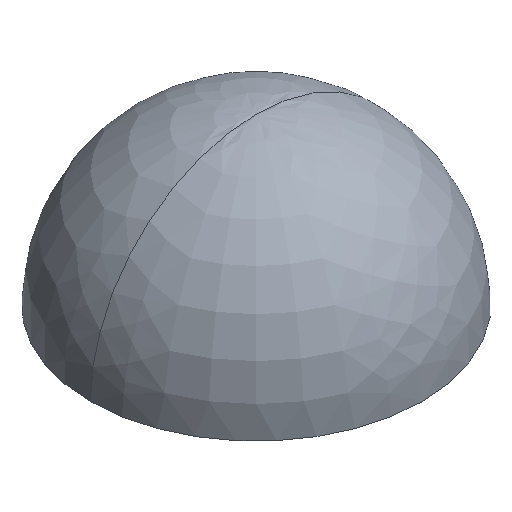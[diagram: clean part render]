
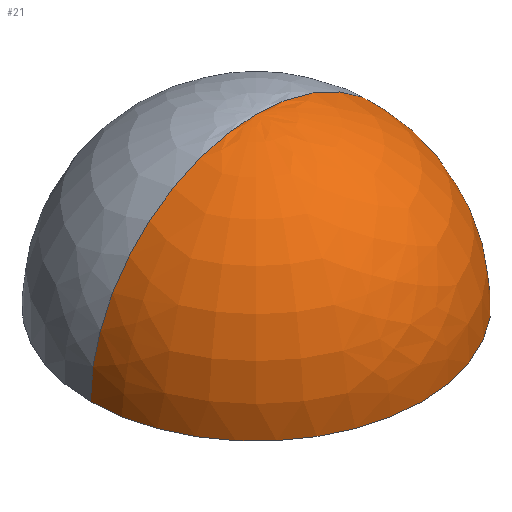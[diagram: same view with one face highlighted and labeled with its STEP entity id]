
A CAD part, isometric view. The second image highlights one B-rep face of the part: STEP entity #21.
In plain terms, the highlighted free-form (B-spline) face has degree [2, 2] with [5, 5] control points.
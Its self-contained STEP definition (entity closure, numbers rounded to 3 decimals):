
#21=ADVANCED_FACE('',(#29),#147,.T.);
#29=FACE_OUTER_BOUND('',#37,.T.);
#37=EDGE_LOOP('',(#75,#76,#77));
#75=ORIENTED_EDGE('',*,*,#97,.T.);
#76=ORIENTED_EDGE('',*,*,#83,.T.);
#77=ORIENTED_EDGE('',*,*,#96,.F.);
#83=EDGE_CURVE('',#129,#130,#112,.T.);
#96=EDGE_CURVE('',#139,#130,#116,.T.);
#97=EDGE_CURVE('',#139,#129,#117,.T.);
#112=TRIMMED_CURVE($,#120,(#390),(#391),.T.,.CARTESIAN.);
#116=TRIMMED_CURVE($,#124,(#435),(#436),.T.,.CARTESIAN.);
#117=TRIMMED_CURVE($,#125,(#438),(#439),.T.,.CARTESIAN.);
#120=CIRCLE('',#242,20.);
#124=CIRCLE('',#246,20.);
#125=CIRCLE('',#247,20.);
#129=VERTEX_POINT('',#361);
#130=VERTEX_POINT('',#362);
#139=VERTEX_POINT('',#371);
#147=(
BOUNDED_SURFACE()
B_SPLINE_SURFACE(2,2,((#333,#334,#335,#336,#337),(#338,#339,#340,#341,#342),
(#343,#344,#345,#346,#347),(#348,#349,#350,#351,#352),(#353,#354,#355,#356,
#357)),.UNSPECIFIED.,.F.,.F.,.F.)
B_SPLINE_SURFACE_WITH_KNOTS((3,2,3),(3,2,3),(62.832,94.248,
125.664),(-31.416,0.,31.416),.UNSPECIFIED.)
GEOMETRIC_REPRESENTATION_ITEM()
RATIONAL_B_SPLINE_SURFACE(((1.,0.707,1.,0.707,1.),
(0.707,0.5,0.707,0.5,0.707),(1.,0.707,
1.,0.707,1.),(0.707,0.5,0.707,0.5,0.707),
(1.,0.707,1.,0.707,1.)))
REPRESENTATION_ITEM('')
SURFACE()
);
#242=AXIS2_PLACEMENT_3D($,#389,#259,#260);
#246=AXIS2_PLACEMENT_3D($,#434,#267,#268);
#247=AXIS2_PLACEMENT_3D($,#437,#269,#270);
#259=DIRECTION('',(0.,-1.,0.));
#260=DIRECTION('',(1.,0.,0.));
#267=DIRECTION('',(0.,1.,0.));
#268=DIRECTION('',(-1.,0.,0.));
#269=DIRECTION('',(0.,0.,1.));
#270=DIRECTION('',(-1.,0.,0.));
#333=CARTESIAN_POINT('',(-0.633,438.596,10.));
#334=CARTESIAN_POINT('',(-20.633,438.596,10.));
#335=CARTESIAN_POINT('',(-20.633,438.596,30.));
#336=CARTESIAN_POINT('',(-20.633,438.596,50.));
#337=CARTESIAN_POINT('',(-0.633,438.596,50.));
#338=CARTESIAN_POINT('',(-0.633,438.596,10.));
#339=CARTESIAN_POINT('',(-20.633,418.596,10.));
#340=CARTESIAN_POINT('',(-20.633,418.596,30.));
#341=CARTESIAN_POINT('',(-20.633,418.596,50.));
#342=CARTESIAN_POINT('',(-0.633,438.596,50.));
#343=CARTESIAN_POINT('',(-0.633,438.596,10.));
#344=CARTESIAN_POINT('',(-0.633,418.596,10.));
#345=CARTESIAN_POINT('',(-0.633,418.596,30.));
#346=CARTESIAN_POINT('',(-0.633,418.596,50.));
#347=CARTESIAN_POINT('',(-0.633,438.596,50.));
#348=CARTESIAN_POINT('',(-0.633,438.596,10.));
#349=CARTESIAN_POINT('',(19.367,418.596,10.));
#350=CARTESIAN_POINT('',(19.367,418.596,30.));
#351=CARTESIAN_POINT('',(19.367,418.596,50.));
#352=CARTESIAN_POINT('',(-0.633,438.596,50.));
#353=CARTESIAN_POINT('',(-0.633,438.596,10.));
#354=CARTESIAN_POINT('',(19.367,438.596,10.));
#355=CARTESIAN_POINT('',(19.367,438.596,30.));
#356=CARTESIAN_POINT('',(19.367,438.596,50.));
#357=CARTESIAN_POINT('',(-0.633,438.596,50.));
#361=CARTESIAN_POINT('',(19.367,438.596,30.));
#362=CARTESIAN_POINT('',(-0.633,438.596,50.));
#371=CARTESIAN_POINT('',(-20.633,438.596,30.));
#389=CARTESIAN_POINT('',(-0.633,438.596,30.));
#390=CARTESIAN_POINT('',(19.367,438.596,30.));
#391=CARTESIAN_POINT('',(-0.633,438.596,50.));
#434=CARTESIAN_POINT('',(-0.633,438.596,30.));
#435=CARTESIAN_POINT('',(-20.633,438.596,30.));
#436=CARTESIAN_POINT('',(-0.633,438.596,50.));
#437=CARTESIAN_POINT('',(-0.633,438.596,30.));
#438=CARTESIAN_POINT('',(-20.633,438.596,30.));
#439=CARTESIAN_POINT('',(19.367,438.596,30.));
